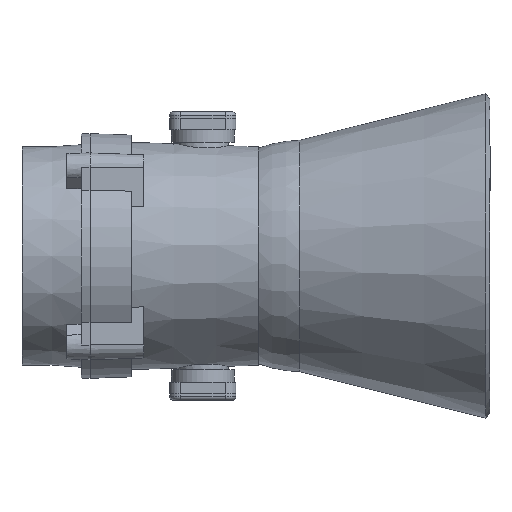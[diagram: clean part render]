
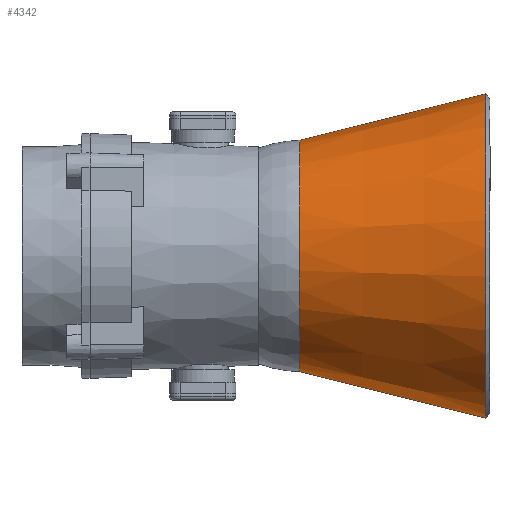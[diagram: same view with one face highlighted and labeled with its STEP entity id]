
A CAD part, top view. The second image highlights one B-rep face of the part: STEP entity #4342.
In plain terms, the highlighted conical face has half-angle 14.048 degrees and reference radius 90.695 mm.
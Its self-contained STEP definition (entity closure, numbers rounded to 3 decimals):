
#126 = CIRCLE ( 'NONE', #2188, 64.686 ) ;
#176 = VERTEX_POINT ( 'NONE', #2238 ) ;
#434 = CARTESIAN_POINT ( 'NONE',  ( -122.967, 0., 0. ) ) ;
#458 = EDGE_CURVE ( 'NONE', #176, #176, #5545, .T. ) ;
#577 = CONICAL_SURFACE ( 'NONE', #4236, 90.695, 0.245 ) ;
#2070 = VERTEX_POINT ( 'NONE', #4087 ) ;
#2188 = AXIS2_PLACEMENT_3D ( 'NONE', #4470, #3520, #4878 ) ;
#2238 = CARTESIAN_POINT ( 'NONE',  ( -122.967, 90.695, 0. ) ) ;
#2500 = FACE_OUTER_BOUND ( 'NONE', #4846, .T. ) ;
#3009 = EDGE_CURVE ( 'NONE', #2070, #2070, #126, .T. ) ;
#3021 = DIRECTION ( 'NONE',  ( 0., -1., 0. ) ) ;
#3332 = DIRECTION ( 'NONE',  ( -1., 0., 0. ) ) ;
#3362 = DIRECTION ( 'NONE',  ( 1., 0., 0. ) ) ;
#3520 = DIRECTION ( 'NONE',  ( 1., 0., 0. ) ) ;
#3642 = ORIENTED_EDGE ( 'NONE', *, *, #3009, .F. ) ;
#3801 = CARTESIAN_POINT ( 'NONE',  ( -122.967, 0., 0. ) ) ;
#3820 = AXIS2_PLACEMENT_3D ( 'NONE', #3801, #3362, #5190 ) ;
#3887 = FACE_BOUND ( 'NONE', #4270, .T. ) ;
#4087 = CARTESIAN_POINT ( 'NONE',  ( -19.019, 64.686, 0. ) ) ;
#4236 = AXIS2_PLACEMENT_3D ( 'NONE', #434, #3332, #3021 ) ;
#4270 = EDGE_LOOP ( 'NONE', ( #3642 ) ) ;
#4342 = ADVANCED_FACE ( 'NONE', ( #3887, #2500 ), #577, .T. ) ;
#4470 = CARTESIAN_POINT ( 'NONE',  ( -19.019, 0., 0. ) ) ;
#4846 = EDGE_LOOP ( 'NONE', ( #5029 ) ) ;
#4878 = DIRECTION ( 'NONE',  ( 0., 1., 0. ) ) ;
#5029 = ORIENTED_EDGE ( 'NONE', *, *, #458, .T. ) ;
#5190 = DIRECTION ( 'NONE',  ( 0., 1., 0. ) ) ;
#5545 = CIRCLE ( 'NONE', #3820, 90.695 ) ;
